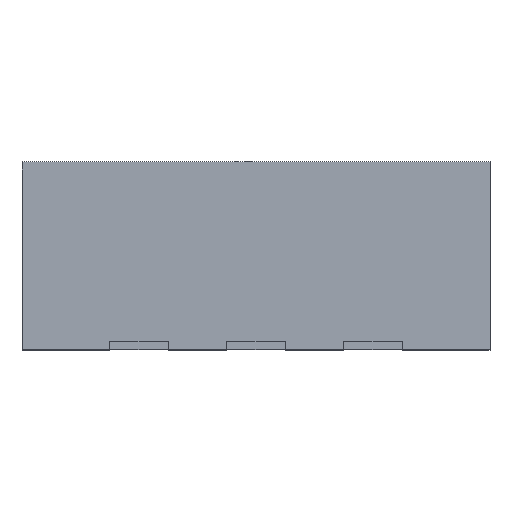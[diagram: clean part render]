
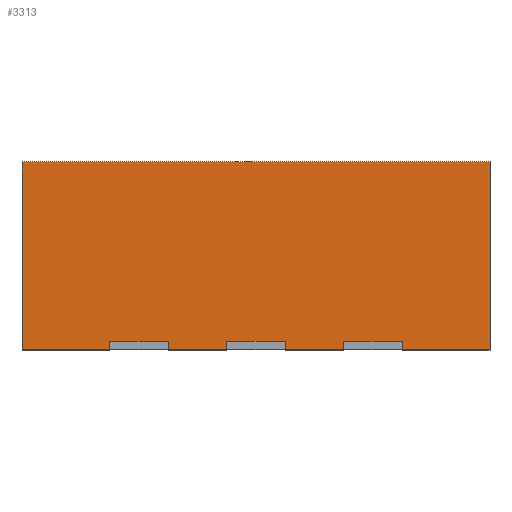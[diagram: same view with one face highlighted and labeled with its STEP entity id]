
A CAD part, top view. The second image highlights one B-rep face of the part: STEP entity #3313.
In plain terms, the highlighted planar face has unit normal (0, 0, 1).
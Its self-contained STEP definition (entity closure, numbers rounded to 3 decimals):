
#14 = DIRECTION ( 'NONE',  ( 0., -1., 0. ) ) ;
#20 = ORIENTED_EDGE ( 'NONE', *, *, #570, .T. ) ;
#69 = DIRECTION ( 'NONE',  ( 1., 0., 0. ) ) ;
#83 = VECTOR ( 'NONE', #285, 1000. ) ;
#90 = CARTESIAN_POINT ( 'NONE',  ( 0.625, 0., 1. ) ) ;
#114 = DIRECTION ( 'NONE',  ( 0., -1., 0. ) ) ;
#157 = CARTESIAN_POINT ( 'NONE',  ( 1., 0., 1. ) ) ;
#190 = VERTEX_POINT ( 'NONE', #90 ) ;
#197 = LINE ( 'NONE', #1338, #1617 ) ;
#223 = ORIENTED_EDGE ( 'NONE', *, *, #1652, .T. ) ;
#234 = VERTEX_POINT ( 'NONE', #1074 ) ;
#255 = DIRECTION ( 'NONE',  ( 0., -1., 0. ) ) ;
#276 = CARTESIAN_POINT ( 'NONE',  ( 0.625, 0.035, 1. ) ) ;
#285 = DIRECTION ( 'NONE',  ( 0., -1., 0. ) ) ;
#363 = CARTESIAN_POINT ( 'NONE',  ( -0.625, 0., 1. ) ) ;
#384 = LINE ( 'NONE', #2694, #2842 ) ;
#419 = DIRECTION ( 'NONE',  ( -1., 0., 0. ) ) ;
#420 = VECTOR ( 'NONE', #980, 1000. ) ;
#433 = LINE ( 'NONE', #1571, #530 ) ;
#450 = DIRECTION ( 'NONE',  ( -1., 0., 0. ) ) ;
#511 = EDGE_CURVE ( 'NONE', #2259, #2513, #3546, .T. ) ;
#530 = VECTOR ( 'NONE', #450, 1000. ) ;
#532 = EDGE_CURVE ( 'NONE', #190, #2559, #3515, .T. ) ;
#563 = CARTESIAN_POINT ( 'NONE',  ( -0.625, 0.035, 1. ) ) ;
#570 = EDGE_CURVE ( 'NONE', #3172, #2394, #2643, .T. ) ;
#594 = DIRECTION ( 'NONE',  ( 1., 0., 0. ) ) ;
#616 = ORIENTED_EDGE ( 'NONE', *, *, #1820, .F. ) ;
#622 = VERTEX_POINT ( 'NONE', #1556 ) ;
#651 = DIRECTION ( 'NONE',  ( -1., 0., 0. ) ) ;
#655 = ORIENTED_EDGE ( 'NONE', *, *, #511, .F. ) ;
#657 = ORIENTED_EDGE ( 'NONE', *, *, #806, .F. ) ;
#683 = ORIENTED_EDGE ( 'NONE', *, *, #877, .T. ) ;
#722 = DIRECTION ( 'NONE',  ( 1., 0., 0. ) ) ;
#736 = VECTOR ( 'NONE', #3055, 1000. ) ;
#737 = EDGE_CURVE ( 'NONE', #1222, #2559, #2175, .T. ) ;
#751 = FACE_OUTER_BOUND ( 'NONE', #1697, .T. ) ;
#761 = ORIENTED_EDGE ( 'NONE', *, *, #3424, .T. ) ;
#777 = CARTESIAN_POINT ( 'NONE',  ( 1., 0.8, 1. ) ) ;
#790 = VERTEX_POINT ( 'NONE', #1355 ) ;
#806 = EDGE_CURVE ( 'NONE', #234, #1222, #812, .T. ) ;
#811 = VECTOR ( 'NONE', #1848, 1000. ) ;
#812 = LINE ( 'NONE', #2561, #2941 ) ;
#814 = CARTESIAN_POINT ( 'NONE',  ( -0.375, 0.035, 1. ) ) ;
#845 = LINE ( 'NONE', #2860, #83 ) ;
#862 = CARTESIAN_POINT ( 'NONE',  ( 0.125, 0.035, 1. ) ) ;
#877 = EDGE_CURVE ( 'NONE', #3661, #190, #197, .T. ) ;
#903 = ORIENTED_EDGE ( 'NONE', *, *, #2849, .T. ) ;
#929 = CARTESIAN_POINT ( 'NONE',  ( -1., 0., 1. ) ) ;
#936 = CARTESIAN_POINT ( 'NONE',  ( -0.625, 0.035, 1. ) ) ;
#956 = LINE ( 'NONE', #936, #1394 ) ;
#980 = DIRECTION ( 'NONE',  ( 1., 0., 0. ) ) ;
#1068 = CARTESIAN_POINT ( 'NONE',  ( -0.375, 0., 1. ) ) ;
#1074 = CARTESIAN_POINT ( 'NONE',  ( -1., 0.8, 1. ) ) ;
#1098 = CARTESIAN_POINT ( 'NONE',  ( -0.375, 0.035, 1. ) ) ;
#1106 = EDGE_CURVE ( 'NONE', #2353, #2513, #2713, .T. ) ;
#1203 = VECTOR ( 'NONE', #114, 1000. ) ;
#1222 = VERTEX_POINT ( 'NONE', #777 ) ;
#1263 = CARTESIAN_POINT ( 'NONE',  ( -1., 0., 1. ) ) ;
#1274 = CARTESIAN_POINT ( 'NONE',  ( -1., 0.8, 1. ) ) ;
#1338 = CARTESIAN_POINT ( 'NONE',  ( 0.625, 0.035, 1. ) ) ;
#1355 = CARTESIAN_POINT ( 'NONE',  ( -1., 0., 1. ) ) ;
#1394 = VECTOR ( 'NONE', #651, 1000. ) ;
#1464 = CARTESIAN_POINT ( 'NONE',  ( -1., 0., 1. ) ) ;
#1556 = CARTESIAN_POINT ( 'NONE',  ( 0.375, 0.035, 1. ) ) ;
#1571 = CARTESIAN_POINT ( 'NONE',  ( 0.375, 0.035, 1. ) ) ;
#1617 = VECTOR ( 'NONE', #255, 1000. ) ;
#1652 = EDGE_CURVE ( 'NONE', #790, #1835, #2251, .T. ) ;
#1682 = VERTEX_POINT ( 'NONE', #862 ) ;
#1697 = EDGE_LOOP ( 'NONE', ( #20, #3496, #2647, #683, #3198, #3244, #657, #903, #223, #3675, #616, #761, #2798, #655, #3401, #2816 ) ) ;
#1712 = EDGE_CURVE ( 'NONE', #622, #2394, #845, .T. ) ;
#1820 = EDGE_CURVE ( 'NONE', #2005, #1944, #956, .T. ) ;
#1825 = EDGE_CURVE ( 'NONE', #1682, #2259, #384, .T. ) ;
#1835 = VERTEX_POINT ( 'NONE', #363 ) ;
#1848 = DIRECTION ( 'NONE',  ( 0., -1., 0. ) ) ;
#1849 = CARTESIAN_POINT ( 'NONE',  ( -0.125, 0.035, 1. ) ) ;
#1870 = CARTESIAN_POINT ( 'NONE',  ( -0.125, 0., 1. ) ) ;
#1892 = PLANE ( 'NONE',  #3242 ) ;
#1916 = VECTOR ( 'NONE', #2715, 1000. ) ;
#1944 = VERTEX_POINT ( 'NONE', #563 ) ;
#1952 = VECTOR ( 'NONE', #722, 1000. ) ;
#2005 = VERTEX_POINT ( 'NONE', #814 ) ;
#2115 = CARTESIAN_POINT ( 'NONE',  ( -0.125, 0.035, 1. ) ) ;
#2133 = LINE ( 'NONE', #2557, #736 ) ;
#2175 = LINE ( 'NONE', #2635, #1203 ) ;
#2251 = LINE ( 'NONE', #1464, #3326 ) ;
#2259 = VERTEX_POINT ( 'NONE', #2115 ) ;
#2289 = CARTESIAN_POINT ( 'NONE',  ( -0.625, 0.035, 1. ) ) ;
#2304 = EDGE_CURVE ( 'NONE', #1682, #3172, #2133, .T. ) ;
#2353 = VERTEX_POINT ( 'NONE', #1068 ) ;
#2394 = VERTEX_POINT ( 'NONE', #3154 ) ;
#2513 = VERTEX_POINT ( 'NONE', #1870 ) ;
#2557 = CARTESIAN_POINT ( 'NONE',  ( 0.125, 0.035, 1. ) ) ;
#2559 = VERTEX_POINT ( 'NONE', #157 ) ;
#2561 = CARTESIAN_POINT ( 'NONE',  ( -1., 0.8, 1. ) ) ;
#2593 = CARTESIAN_POINT ( 'NONE',  ( 0.125, 0., 1. ) ) ;
#2635 = CARTESIAN_POINT ( 'NONE',  ( 1., 0.8, 1. ) ) ;
#2643 = LINE ( 'NONE', #929, #3667 ) ;
#2647 = ORIENTED_EDGE ( 'NONE', *, *, #3616, .F. ) ;
#2694 = CARTESIAN_POINT ( 'NONE',  ( -0.125, 0.035, 1. ) ) ;
#2713 = LINE ( 'NONE', #3300, #1952 ) ;
#2715 = DIRECTION ( 'NONE',  ( 0., -1., 0. ) ) ;
#2727 = DIRECTION ( 'NONE',  ( -1., 0., 0. ) ) ;
#2798 = ORIENTED_EDGE ( 'NONE', *, *, #1106, .T. ) ;
#2813 = LINE ( 'NONE', #2289, #2993 ) ;
#2816 = ORIENTED_EDGE ( 'NONE', *, *, #2304, .T. ) ;
#2817 = DIRECTION ( 'NONE',  ( 0., -1., 0. ) ) ;
#2842 = VECTOR ( 'NONE', #419, 1000. ) ;
#2849 = EDGE_CURVE ( 'NONE', #234, #790, #3020, .T. ) ;
#2860 = CARTESIAN_POINT ( 'NONE',  ( 0.375, 0.035, 1. ) ) ;
#2941 = VECTOR ( 'NONE', #3656, 1000. ) ;
#2993 = VECTOR ( 'NONE', #14, 1000. ) ;
#3020 = LINE ( 'NONE', #3319, #811 ) ;
#3055 = DIRECTION ( 'NONE',  ( 0., -1., 0. ) ) ;
#3154 = CARTESIAN_POINT ( 'NONE',  ( 0.375, 0., 1. ) ) ;
#3172 = VERTEX_POINT ( 'NONE', #2593 ) ;
#3198 = ORIENTED_EDGE ( 'NONE', *, *, #532, .T. ) ;
#3242 = AXIS2_PLACEMENT_3D ( 'NONE', #1274, #3328, #2727 ) ;
#3244 = ORIENTED_EDGE ( 'NONE', *, *, #737, .F. ) ;
#3300 = CARTESIAN_POINT ( 'NONE',  ( -1., 0., 1. ) ) ;
#3313 = ADVANCED_FACE ( 'NONE', ( #751 ), #1892, .F. ) ;
#3319 = CARTESIAN_POINT ( 'NONE',  ( -1., 0.8, 1. ) ) ;
#3326 = VECTOR ( 'NONE', #594, 1000. ) ;
#3328 = DIRECTION ( 'NONE',  ( 0., 0., -1. ) ) ;
#3401 = ORIENTED_EDGE ( 'NONE', *, *, #1825, .F. ) ;
#3405 = VECTOR ( 'NONE', #2817, 1000. ) ;
#3418 = LINE ( 'NONE', #1098, #3405 ) ;
#3424 = EDGE_CURVE ( 'NONE', #2005, #2353, #3418, .T. ) ;
#3496 = ORIENTED_EDGE ( 'NONE', *, *, #1712, .F. ) ;
#3515 = LINE ( 'NONE', #1263, #420 ) ;
#3546 = LINE ( 'NONE', #1849, #1916 ) ;
#3616 = EDGE_CURVE ( 'NONE', #3661, #622, #433, .T. ) ;
#3656 = DIRECTION ( 'NONE',  ( 1., 0., 0. ) ) ;
#3661 = VERTEX_POINT ( 'NONE', #276 ) ;
#3667 = VECTOR ( 'NONE', #69, 1000. ) ;
#3675 = ORIENTED_EDGE ( 'NONE', *, *, #3710, .F. ) ;
#3710 = EDGE_CURVE ( 'NONE', #1944, #1835, #2813, .T. ) ;
